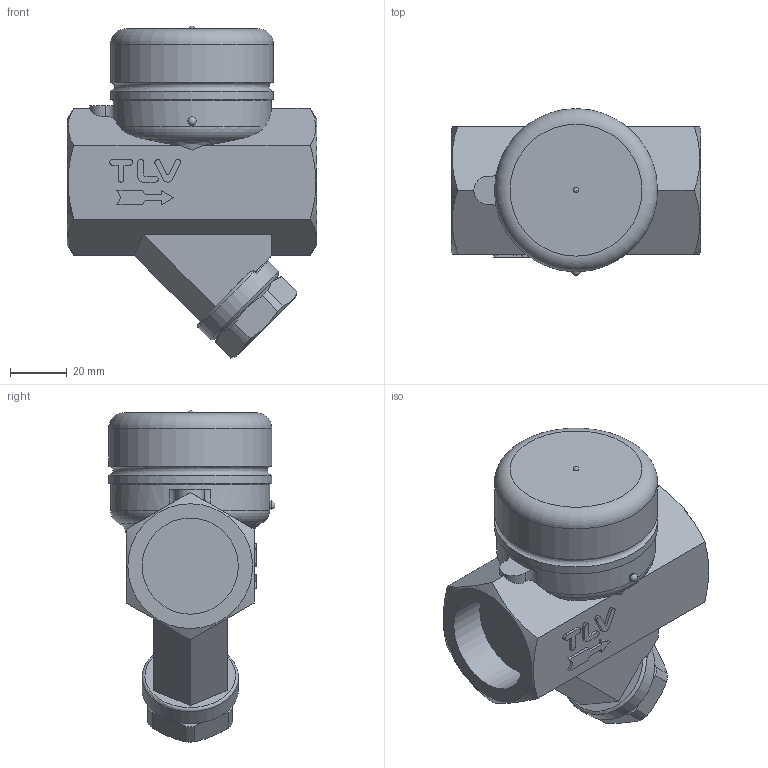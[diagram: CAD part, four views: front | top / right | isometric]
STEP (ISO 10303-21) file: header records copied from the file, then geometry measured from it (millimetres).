
FILE_DESCRIPTION((''),'2;1');
FILE_NAME('a46s0-025-sw000-00.stp','2009-11-12T16:25:15',('nakaot'),(''),'Autodesk Inventor 2008','Autodesk Inventor 2008','');
FILE_SCHEMA(('AUTOMOTIVE_DESIGN { 1 0 10303 214 1 1 1 1 }'));
Length unit declared in the file: millimetre
Products named in the file (1): a46s0-025-sw000-00
Bounding box: 88 x 58.74 x 117.04 mm (x, y, z)
Volume: 247085.7 mm3; surface area: 33340.2 mm2
Topology: 2 solids, 2 shells, 106 faces, 277 edges, 181 vertices
Faces by surface type: plane 61, cylinder 26, bspline 8, cone 5, torus 4, sphere 2
Full cylindrical faces by diameter (mm): 3 x1, 34 x1, 40 x1, 56 x1, 57.5 x2
Entity records: 3484 total; most frequent: CARTESIAN_POINT 1028, ORIENTED_EDGE 504, DIRECTION 487, EDGE_CURVE 252, AXIS2_PLACEMENT_3D 176, VERTEX_POINT 174, VECTOR 135, LINE 135
